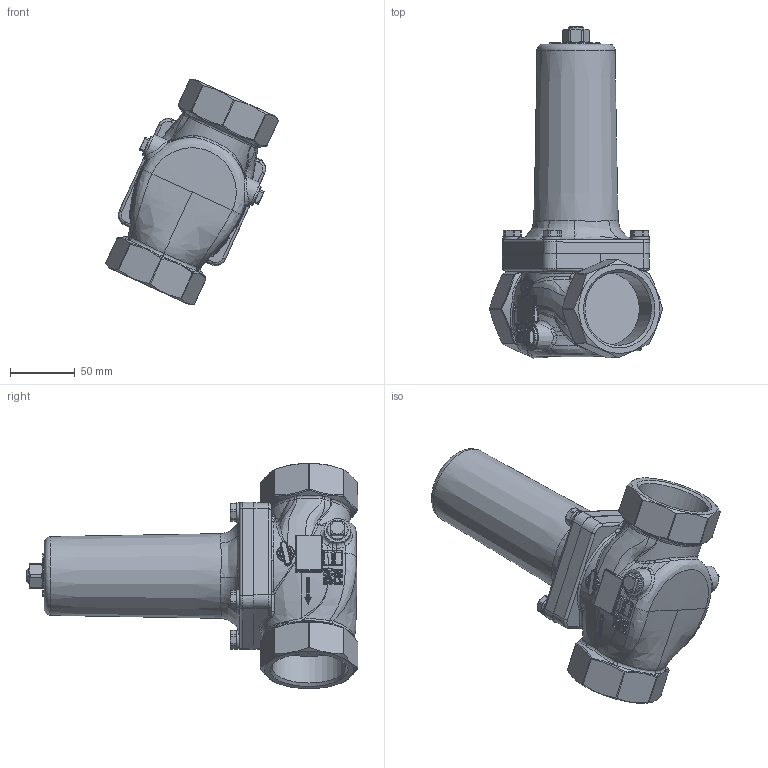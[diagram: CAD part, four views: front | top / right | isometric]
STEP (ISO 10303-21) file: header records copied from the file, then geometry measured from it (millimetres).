
FILE_DESCRIPTION(/* description */ (''),/* implementation_level */ '2;1');
FILE_NAME(/* name */ '070207.stp',/* time_stamp */ '2014-09-02T17:31:22+02:00',/* author */ ('powierski'),/* organization */ (''),/* preprocessor_version */ 'ST-DEVELOPER v15.2',/* originating_system */ 'Autodesk Inventor 2014',/* authorisation */ '');
FILE_SCHEMA (('AUTOMOTIVE_DESIGN { 1 0 10303 214 3 1 1 }'));
Length unit declared in the file: millimetre
Products named in the file (1): 070207_Shrinkwrap_1
Bounding box: 133.88 x 256.37 x 174.2 mm (x, y, z)
Volume: 1270099.7 mm3; surface area: 102939.8 mm2
Topology: 1 solids, 1 shells, 1233 faces, 2990 edges, 1731 vertices
Faces by surface type: bspline 606, cylinder 236, plane 228, cone 77, sphere 44, torus 42
Full cylindrical faces by diameter (mm): 8 x4, 10 x3, 12 x1, 16.5 x2, 20 x1, 56.6 x2
Entity records: 61182 total; most frequent: CARTESIAN_POINT 36084, ORIENTED_EDGE 5786, DIRECTION 3572, EDGE_CURVE 2893, VERTEX_POINT 1714, AXIS2_PLACEMENT_3D 1504, B_SPLINE_CURVE_WITH_KNOTS 1349, EDGE_LOOP 1285
